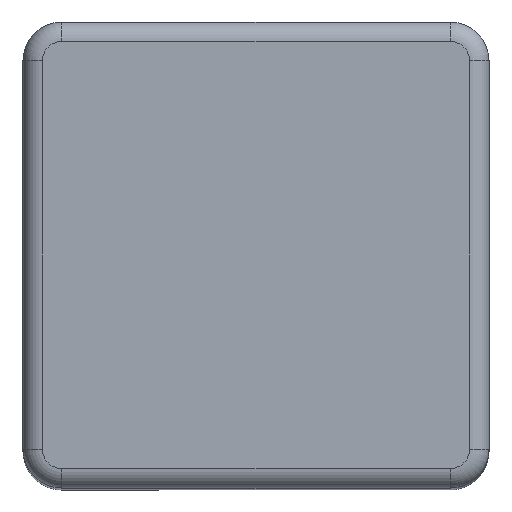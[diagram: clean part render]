
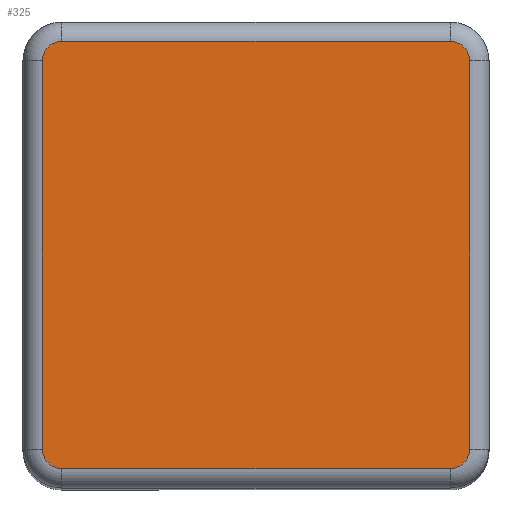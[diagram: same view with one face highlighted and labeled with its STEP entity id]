
A CAD part, top view. The second image highlights one B-rep face of the part: STEP entity #325.
In plain terms, the highlighted planar face has unit normal (0, 0, 1).
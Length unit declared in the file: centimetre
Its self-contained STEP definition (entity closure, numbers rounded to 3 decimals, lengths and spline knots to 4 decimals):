
#27 = EDGE_CURVE ( 'NONE', #942, #504, #194, .T. ) ;
#57 = CARTESIAN_POINT ( 'NONE',  ( -5., -5., 20. ) ) ;
#61 = CARTESIAN_POINT ( 'NONE',  ( -5., 5.5, 20. ) ) ;
#63 = DIRECTION ( 'NONE',  ( 0., 1., 0. ) ) ;
#64 = CARTESIAN_POINT ( 'NONE',  ( 5.5, 5., 20. ) ) ;
#67 = VECTOR ( 'NONE', #935, 100. ) ;
#138 = AXIS2_PLACEMENT_3D ( 'NONE', #993, #908, #144 ) ;
#144 = DIRECTION ( 'NONE',  ( -1., 0., 0. ) ) ;
#155 = CARTESIAN_POINT ( 'NONE',  ( -5.5, 5., 20. ) ) ;
#157 = VECTOR ( 'NONE', #336, 100. ) ;
#179 = CARTESIAN_POINT ( 'NONE',  ( 5., -5.5, 20. ) ) ;
#186 = CARTESIAN_POINT ( 'NONE',  ( -5., 5., 20. ) ) ;
#190 = CARTESIAN_POINT ( 'NONE',  ( -5., -5.5, 20. ) ) ;
#194 = CIRCLE ( 'NONE', #746, 0.5 ) ;
#199 = EDGE_CURVE ( 'NONE', #342, #864, #406, .T. ) ;
#200 = DIRECTION ( 'NONE',  ( 0., 0., 1. ) ) ;
#228 = ORIENTED_EDGE ( 'NONE', *, *, #610, .T. ) ;
#246 = CARTESIAN_POINT ( 'NONE',  ( -5.5, -5., 20. ) ) ;
#308 = ORIENTED_EDGE ( 'NONE', *, *, #27, .T. ) ;
#312 = LINE ( 'NONE', #475, #770 ) ;
#321 = CARTESIAN_POINT ( 'NONE',  ( -5.5, -5., 20. ) ) ;
#325 = ADVANCED_FACE ( 'NONE', ( #473 ), #1106, .F. ) ;
#329 = DIRECTION ( 'NONE',  ( 0., 0., -1. ) ) ;
#336 = DIRECTION ( 'NONE',  ( -1., 0., 0. ) ) ;
#342 = VERTEX_POINT ( 'NONE', #64 ) ;
#343 = EDGE_CURVE ( 'NONE', #864, #942, #500, .T. ) ;
#346 = DIRECTION ( 'NONE',  ( 0., -1., 0. ) ) ;
#361 = ORIENTED_EDGE ( 'NONE', *, *, #343, .T. ) ;
#367 = VERTEX_POINT ( 'NONE', #190 ) ;
#388 = VERTEX_POINT ( 'NONE', #179 ) ;
#401 = CARTESIAN_POINT ( 'NONE',  ( 0., 0., 20. ) ) ;
#406 = CIRCLE ( 'NONE', #138, 0.5 ) ;
#421 = ORIENTED_EDGE ( 'NONE', *, *, #807, .T. ) ;
#422 = LINE ( 'NONE', #831, #67 ) ;
#473 = FACE_OUTER_BOUND ( 'NONE', #752, .T. ) ;
#475 = CARTESIAN_POINT ( 'NONE',  ( 5.5, 5., 20. ) ) ;
#500 = LINE ( 'NONE', #840, #157 ) ;
#504 = VERTEX_POINT ( 'NONE', #155 ) ;
#514 = AXIS2_PLACEMENT_3D ( 'NONE', #401, #329, #923 ) ;
#515 = DIRECTION ( 'NONE',  ( -1., 0., 0. ) ) ;
#527 = DIRECTION ( 'NONE',  ( 0., 0., 1. ) ) ;
#530 = DIRECTION ( 'NONE',  ( -1., 0., 0. ) ) ;
#534 = AXIS2_PLACEMENT_3D ( 'NONE', #57, #741, #822 ) ;
#571 = CIRCLE ( 'NONE', #534, 0.5 ) ;
#582 = CARTESIAN_POINT ( 'NONE',  ( 5.5, -5., 20. ) ) ;
#587 = LINE ( 'NONE', #321, #788 ) ;
#590 = CIRCLE ( 'NONE', #1033, 0.5 ) ;
#610 = EDGE_CURVE ( 'NONE', #1098, #367, #571, .T. ) ;
#659 = EDGE_CURVE ( 'NONE', #739, #342, #312, .T. ) ;
#670 = ORIENTED_EDGE ( 'NONE', *, *, #659, .T. ) ;
#684 = ORIENTED_EDGE ( 'NONE', *, *, #826, .T. ) ;
#699 = CARTESIAN_POINT ( 'NONE',  ( 5., 5.5, 20. ) ) ;
#739 = VERTEX_POINT ( 'NONE', #582 ) ;
#741 = DIRECTION ( 'NONE',  ( 0., 0., 1. ) ) ;
#746 = AXIS2_PLACEMENT_3D ( 'NONE', #186, #527, #515 ) ;
#752 = EDGE_LOOP ( 'NONE', ( #670, #753, #361, #308, #684, #228, #421, #757 ) ) ;
#753 = ORIENTED_EDGE ( 'NONE', *, *, #199, .T. ) ;
#757 = ORIENTED_EDGE ( 'NONE', *, *, #922, .T. ) ;
#770 = VECTOR ( 'NONE', #63, 100. ) ;
#788 = VECTOR ( 'NONE', #346, 100. ) ;
#790 = CARTESIAN_POINT ( 'NONE',  ( 5., -5., 20. ) ) ;
#807 = EDGE_CURVE ( 'NONE', #367, #388, #422, .T. ) ;
#822 = DIRECTION ( 'NONE',  ( -1., 0., 0. ) ) ;
#826 = EDGE_CURVE ( 'NONE', #504, #1098, #587, .T. ) ;
#831 = CARTESIAN_POINT ( 'NONE',  ( 5., -5.5, 20. ) ) ;
#840 = CARTESIAN_POINT ( 'NONE',  ( -5., 5.5, 20. ) ) ;
#864 = VERTEX_POINT ( 'NONE', #699 ) ;
#908 = DIRECTION ( 'NONE',  ( 0., 0., 1. ) ) ;
#922 = EDGE_CURVE ( 'NONE', #388, #739, #590, .T. ) ;
#923 = DIRECTION ( 'NONE',  ( -1., 0., 0. ) ) ;
#935 = DIRECTION ( 'NONE',  ( 1., 0., 0. ) ) ;
#942 = VERTEX_POINT ( 'NONE', #61 ) ;
#993 = CARTESIAN_POINT ( 'NONE',  ( 5., 5., 20. ) ) ;
#1033 = AXIS2_PLACEMENT_3D ( 'NONE', #790, #200, #530 ) ;
#1098 = VERTEX_POINT ( 'NONE', #246 ) ;
#1106 = PLANE ( 'NONE',  #514 ) ;
